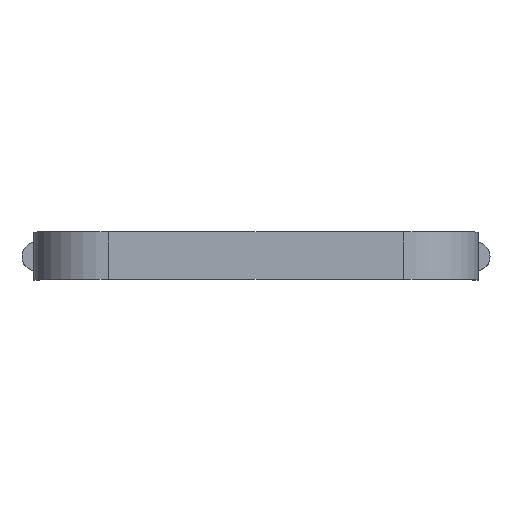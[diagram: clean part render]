
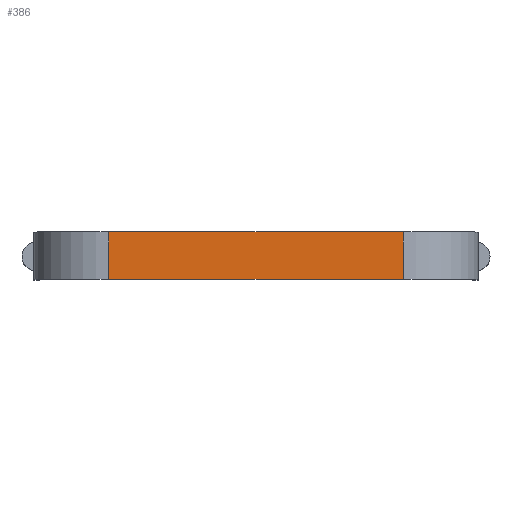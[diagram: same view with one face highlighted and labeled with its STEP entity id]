
A CAD part, top view. The second image highlights one B-rep face of the part: STEP entity #386.
In plain terms, the highlighted planar face has unit normal (0, 0, 1).
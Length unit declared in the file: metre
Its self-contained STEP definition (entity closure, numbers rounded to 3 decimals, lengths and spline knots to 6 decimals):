
#50=LINE('',#658,#86);
#51=LINE('',#662,#87);
#52=LINE('',#664,#88);
#53=LINE('',#666,#89);
#86=VECTOR('',#529,1.);
#87=VECTOR('',#534,1.);
#88=VECTOR('',#535,1.);
#89=VECTOR('',#536,1.);
#146=ORIENTED_EDGE('',*,*,#241,.F.);
#147=ORIENTED_EDGE('',*,*,#242,.F.);
#148=ORIENTED_EDGE('',*,*,#243,.T.);
#149=ORIENTED_EDGE('',*,*,#239,.T.);
#239=EDGE_CURVE('',#281,#280,#50,.T.);
#241=EDGE_CURVE('',#282,#280,#51,.T.);
#242=EDGE_CURVE('',#283,#282,#52,.T.);
#243=EDGE_CURVE('',#283,#281,#53,.T.);
#280=VERTEX_POINT('',#657);
#281=VERTEX_POINT('',#659);
#282=VERTEX_POINT('',#663);
#283=VERTEX_POINT('',#665);
#316=EDGE_LOOP('',(#146,#147,#148,#149));
#342=FACE_BOUND('',#316,.T.);
#365=PLANE('',#433);
#386=ADVANCED_FACE('',(#342),#365,.T.);
#433=AXIS2_PLACEMENT_3D('',#661,#532,#533);
#529=DIRECTION('',(0.,1.,0.));
#532=DIRECTION('',(0.,0.,1.));
#533=DIRECTION('',(1.,0.,0.));
#534=DIRECTION('',(1.,0.,0.));
#535=DIRECTION('',(0.,1.,0.));
#536=DIRECTION('',(1.,0.,0.));
#657=CARTESIAN_POINT('',(0.00512,0.000825,0.0181));
#658=CARTESIAN_POINT('',(0.00512,-0.000825,0.0181));
#659=CARTESIAN_POINT('',(0.00512,-0.000825,0.0181));
#661=CARTESIAN_POINT('',(0.,-0.000825,0.0181));
#662=CARTESIAN_POINT('',(0.,0.000825,0.0181));
#663=CARTESIAN_POINT('',(-0.00512,0.000825,0.0181));
#664=CARTESIAN_POINT('',(-0.00512,-0.000825,0.0181));
#665=CARTESIAN_POINT('',(-0.00512,-0.000825,0.0181));
#666=CARTESIAN_POINT('',(0.,-0.000825,0.0181));
